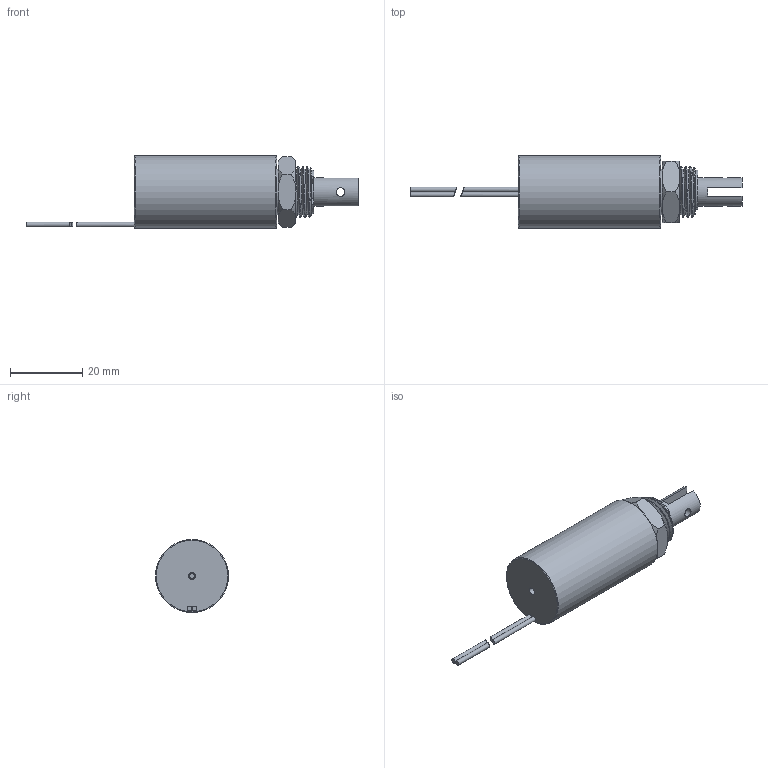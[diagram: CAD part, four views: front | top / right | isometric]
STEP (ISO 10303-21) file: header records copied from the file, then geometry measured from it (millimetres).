
FILE_DESCRIPTION( ( 'Unknown' ), '1' );
FILE_NAME( 'T1939L.stp', 'Unknown', ( 'Unknown' ), ( 'Unknown' ), 'PSStep 17.0.49', 'Unknown', ' ' );
FILE_SCHEMA( ( 'AUTOMOTIVE_DESIGN { 1 0 10303 214 1 1 1 1 }' ) );
Length unit declared in the file: millimetre
Products named in the file (7): Assem1; T1939L; Nut UNF 9-16; T1939L-2; E-ring 7,4mm
Assembly tree (6 placements, depth 2):
  Assem1
    T1939L
    T1939L
    T1939L
    Nut UNF 9-16
    T1939L-2
    E-ring 7,4mm
Bounding box: 91.83 x 20.2 x 20.2 mm (x, y, z)
Volume: 14918.4 mm3; surface area: 7590.6 mm2
Topology: 6 solids, 6 shells, 88 faces, 213 edges, 142 vertices
Faces by surface type: plane 35, cylinder 27, cone 17, bspline 7, torus 2
Full cylindrical faces by diameter (mm): 1.3 x4, 2 x1, 2.4 x2, 7.4 x1, 8 x3, 12.58 x1, 20.2 x1
Entity records: 5912 total; most frequent: CARTESIAN_POINT 3208, DIRECTION 380, ORIENTED_EDGE 376, EDGE_CURVE 188, AXIS2_PLACEMENT_3D 160, VERTEX_POINT 135, EDGE_LOOP 119, FACE_OUTER_BOUND 103
